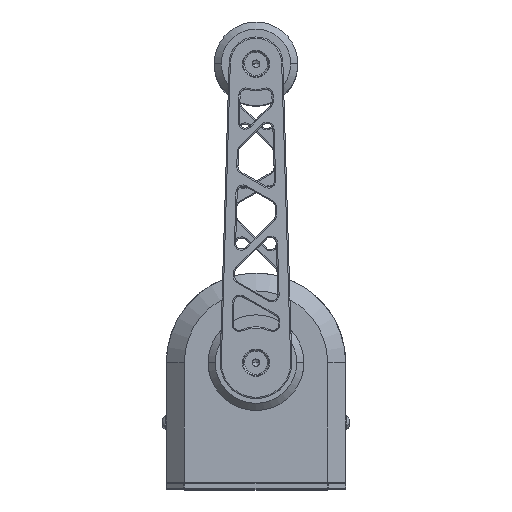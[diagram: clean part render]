
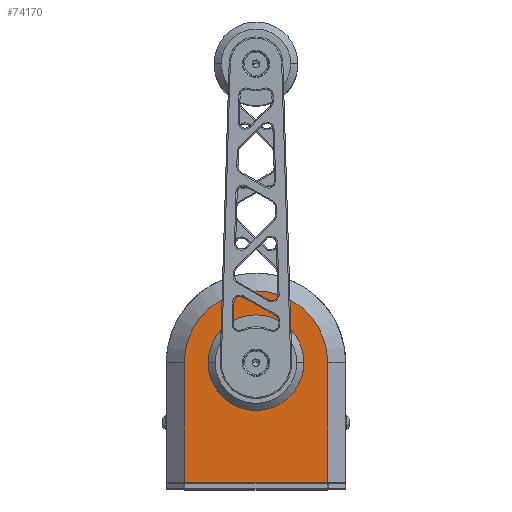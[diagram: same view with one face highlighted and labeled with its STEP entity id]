
A CAD part, top view. The second image highlights one B-rep face of the part: STEP entity #74170.
In plain terms, the highlighted planar face has unit normal (0, 0, 1).
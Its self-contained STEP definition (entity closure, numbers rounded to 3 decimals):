
#7818 = VERTEX_POINT ( 'NONE', #68430 ) ;
#7941 = CARTESIAN_POINT ( 'NONE',  ( 52.606, 45.563, 200.57 ) ) ;
#10814 = DIRECTION ( 'NONE',  ( 0., 0., 1. ) ) ;
#11067 = CIRCLE ( 'NONE', #76509, 30. ) ;
#14429 = DIRECTION ( 'NONE',  ( 0., -1., 0. ) ) ;
#14882 = DIRECTION ( 'NONE',  ( 0., 1., 0. ) ) ;
#15486 = DIRECTION ( 'NONE',  ( 0., 0., 1. ) ) ;
#16619 = CARTESIAN_POINT ( 'NONE',  ( 42.606, 95.563, 200.57 ) ) ;
#17350 = PLANE ( 'NONE',  #32725 ) ;
#17533 = DIRECTION ( 'NONE',  ( 0., 0., 1. ) ) ;
#18255 = CARTESIAN_POINT ( 'NONE',  ( 2.606, 95.563, 200.57 ) ) ;
#18620 = ORIENTED_EDGE ( 'NONE', *, *, #52281, .T. ) ;
#19735 = VECTOR ( 'NONE', #76676, 1000. ) ;
#20923 = CARTESIAN_POINT ( 'NONE',  ( 52.606, 95.563, 200.57 ) ) ;
#21084 = EDGE_CURVE ( 'NONE', #29782, #51875, #26621, .T. ) ;
#21372 = CARTESIAN_POINT ( 'NONE',  ( -7.394, 95.563, 200.57 ) ) ;
#21944 = ORIENTED_EDGE ( 'NONE', *, *, #23534, .T. ) ;
#23534 = EDGE_CURVE ( 'NONE', #51875, #28446, #75999, .T. ) ;
#23647 = DIRECTION ( 'NONE',  ( 1., 0., 0. ) ) ;
#25191 = CIRCLE ( 'NONE', #52717, 20. ) ;
#26621 = LINE ( 'NONE', #51688, #19735 ) ;
#28446 = VERTEX_POINT ( 'NONE', #20923 ) ;
#29782 = VERTEX_POINT ( 'NONE', #46021 ) ;
#30078 = EDGE_LOOP ( 'NONE', ( #80221, #32261, #21944, #18620 ) ) ;
#31853 = CIRCLE ( 'NONE', #75042, 20. ) ;
#31903 = DIRECTION ( 'NONE',  ( 0., 0., 1. ) ) ;
#32038 = ORIENTED_EDGE ( 'NONE', *, *, #49405, .F. ) ;
#32261 = ORIENTED_EDGE ( 'NONE', *, *, #21084, .T. ) ;
#32725 = AXIS2_PLACEMENT_3D ( 'NONE', #73964, #10814, #55078 ) ;
#33287 = LINE ( 'NONE', #21372, #46235 ) ;
#37170 = VECTOR ( 'NONE', #14882, 1000. ) ;
#41283 = CARTESIAN_POINT ( 'NONE',  ( 22.606, 95.563, 200.57 ) ) ;
#41858 = VERTEX_POINT ( 'NONE', #16619 ) ;
#44340 = ORIENTED_EDGE ( 'NONE', *, *, #44360, .F. ) ;
#44360 = EDGE_CURVE ( 'NONE', #41858, #74899, #25191, .T. ) ;
#45744 = EDGE_LOOP ( 'NONE', ( #44340, #32038 ) ) ;
#46021 = CARTESIAN_POINT ( 'NONE',  ( -7.394, 45.563, 200.57 ) ) ;
#46235 = VECTOR ( 'NONE', #14429, 1000. ) ;
#48517 = FACE_BOUND ( 'NONE', #45744, .T. ) ;
#49405 = EDGE_CURVE ( 'NONE', #74899, #41858, #31853, .T. ) ;
#51688 = CARTESIAN_POINT ( 'NONE',  ( -7.394, 45.563, 200.57 ) ) ;
#51875 = VERTEX_POINT ( 'NONE', #72787 ) ;
#52281 = EDGE_CURVE ( 'NONE', #28446, #7818, #11067, .T. ) ;
#52717 = AXIS2_PLACEMENT_3D ( 'NONE', #41283, #15486, #66337 ) ;
#54858 = CARTESIAN_POINT ( 'NONE',  ( 22.606, 95.563, 200.57 ) ) ;
#55078 = DIRECTION ( 'NONE',  ( 1., 0., 0. ) ) ;
#56920 = DIRECTION ( 'NONE',  ( 1., 0., 0. ) ) ;
#66337 = DIRECTION ( 'NONE',  ( 1., 0., 0. ) ) ;
#67426 = FACE_OUTER_BOUND ( 'NONE', #30078, .T. ) ;
#68430 = CARTESIAN_POINT ( 'NONE',  ( -7.394, 95.563, 200.57 ) ) ;
#72787 = CARTESIAN_POINT ( 'NONE',  ( 52.606, 45.563, 200.57 ) ) ;
#73964 = CARTESIAN_POINT ( 'NONE',  ( 22.606, 95.563, 200.57 ) ) ;
#74170 = ADVANCED_FACE ( 'NONE', ( #48517, #67426 ), #17350, .T. ) ;
#74899 = VERTEX_POINT ( 'NONE', #18255 ) ;
#75042 = AXIS2_PLACEMENT_3D ( 'NONE', #76182, #31903, #56920 ) ;
#75999 = LINE ( 'NONE', #7941, #37170 ) ;
#76182 = CARTESIAN_POINT ( 'NONE',  ( 22.606, 95.563, 200.57 ) ) ;
#76509 = AXIS2_PLACEMENT_3D ( 'NONE', #54858, #17533, #23647 ) ;
#76676 = DIRECTION ( 'NONE',  ( 1., 0., 0. ) ) ;
#77066 = EDGE_CURVE ( 'NONE', #7818, #29782, #33287, .T. ) ;
#80221 = ORIENTED_EDGE ( 'NONE', *, *, #77066, .T. ) ;
